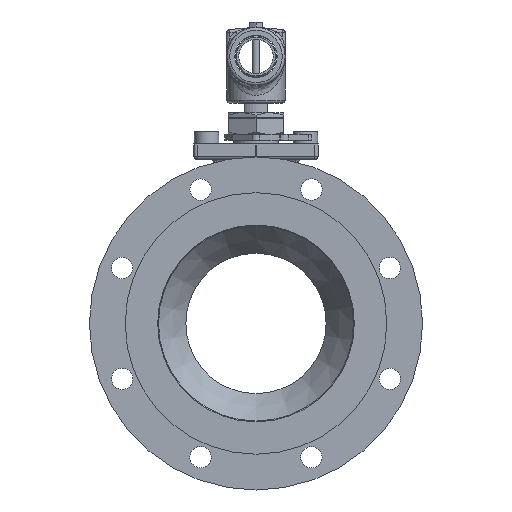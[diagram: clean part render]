
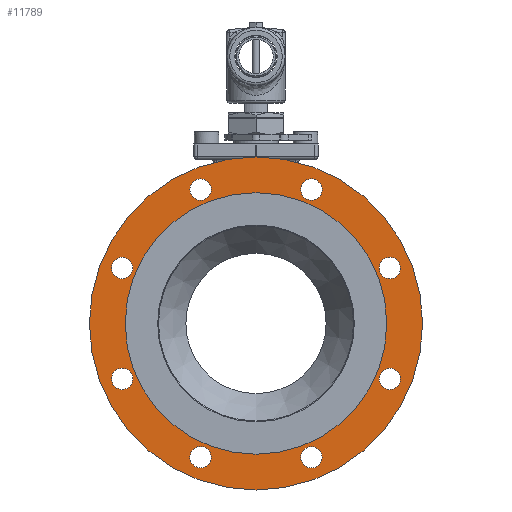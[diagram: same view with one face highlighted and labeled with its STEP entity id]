
A CAD part, front view. The second image highlights one B-rep face of the part: STEP entity #11789.
In plain terms, the highlighted planar face has unit normal (0, -1, 0).
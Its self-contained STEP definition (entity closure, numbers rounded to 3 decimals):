
#1879=CARTESIAN_POINT('',(49.318,-146.135,130.065));
#1880=VERTEX_POINT('',#1879);
#1881=CARTESIAN_POINT('',(57.096,-146.135,137.843));
#1882=DIRECTION('',(0.0,1.,0.0));
#1883=DIRECTION('',(0.707,0.0,0.707));
#1884=AXIS2_PLACEMENT_3D('',#1881,#1882,#1883);
#1885=CIRCLE('',#1884,11.0);
#1886=EDGE_CURVE('',#1880,#1880,#1885,.T.);
#1907=CARTESIAN_POINT('',(-57.096,-146.135,126.843));
#1908=VERTEX_POINT('',#1907);
#1909=CARTESIAN_POINT('',(-57.096,-146.135,137.843));
#1910=DIRECTION('',(0.0,1.0,0.0));
#1911=DIRECTION('',(0.0,0.0,1.0));
#1912=AXIS2_PLACEMENT_3D('',#1909,#1910,#1911);
#1913=CIRCLE('',#1912,11.0);
#1914=EDGE_CURVE('',#1908,#1908,#1913,.T.);
#1935=CARTESIAN_POINT('',(-130.065,-146.135,49.318));
#1936=VERTEX_POINT('',#1935);
#1937=CARTESIAN_POINT('',(-137.843,-146.135,57.096));
#1938=DIRECTION('',(0.0,1.0,0.0));
#1939=DIRECTION('',(-0.707,0.0,0.707));
#1940=AXIS2_PLACEMENT_3D('',#1937,#1938,#1939);
#1941=CIRCLE('',#1940,11.);
#1942=EDGE_CURVE('',#1936,#1936,#1941,.T.);
#1963=CARTESIAN_POINT('',(-126.843,-146.135,-57.096));
#1964=VERTEX_POINT('',#1963);
#1965=CARTESIAN_POINT('',(-137.843,-146.135,-57.096));
#1966=DIRECTION('',(0.0,1.0,0.0));
#1967=DIRECTION('',(-1.0,0.0,0.0));
#1968=AXIS2_PLACEMENT_3D('',#1965,#1966,#1967);
#1969=CIRCLE('',#1968,11.0);
#1970=EDGE_CURVE('',#1964,#1964,#1969,.T.);
#1991=CARTESIAN_POINT('',(-49.318,-146.135,-130.065));
#1992=VERTEX_POINT('',#1991);
#1993=CARTESIAN_POINT('',(-57.096,-146.135,-137.843));
#1994=DIRECTION('',(0.0,1.0,0.0));
#1995=DIRECTION('',(-0.707,0.0,-0.707));
#1996=AXIS2_PLACEMENT_3D('',#1993,#1994,#1995);
#1997=CIRCLE('',#1996,11.);
#1998=EDGE_CURVE('',#1992,#1992,#1997,.T.);
#2019=CARTESIAN_POINT('',(57.096,-146.135,-126.843));
#2020=VERTEX_POINT('',#2019);
#2021=CARTESIAN_POINT('',(57.096,-146.135,-137.843));
#2022=DIRECTION('',(0.0,1.0,0.0));
#2023=DIRECTION('',(0.0,0.0,-1.0));
#2024=AXIS2_PLACEMENT_3D('',#2021,#2022,#2023);
#2025=CIRCLE('',#2024,11.0);
#2026=EDGE_CURVE('',#2020,#2020,#2025,.T.);
#2047=CARTESIAN_POINT('',(130.065,-146.135,-49.318));
#2048=VERTEX_POINT('',#2047);
#2049=CARTESIAN_POINT('',(137.843,-146.135,-57.096));
#2050=DIRECTION('',(0.0,1.0,0.0));
#2051=DIRECTION('',(0.707,0.0,-0.707));
#2052=AXIS2_PLACEMENT_3D('',#2049,#2050,#2051);
#2053=CIRCLE('',#2052,11.);
#2054=EDGE_CURVE('',#2048,#2048,#2053,.T.);
#2075=CARTESIAN_POINT('',(126.843,-146.135,57.096));
#2076=VERTEX_POINT('',#2075);
#2077=CARTESIAN_POINT('',(137.843,-146.135,57.096));
#2078=DIRECTION('',(0.0,1.0,0.0));
#2079=DIRECTION('',(1.0,0.0,0.0));
#2080=AXIS2_PLACEMENT_3D('',#2077,#2078,#2079);
#2081=CIRCLE('',#2080,11.0);
#2082=EDGE_CURVE('',#2076,#2076,#2081,.T.);
#11731=CARTESIAN_POINT('',(0.0,-146.135,-171.5));
#11732=VERTEX_POINT('',#11731);
#11733=CARTESIAN_POINT('',(0.0,-146.135,0.0));
#11734=DIRECTION('',(0.0,-1.0,0.0));
#11735=DIRECTION('',(0.0,0.0,-1.0));
#11736=AXIS2_PLACEMENT_3D('',#11733,#11734,#11735);
#11737=CIRCLE('',#11736,171.5);
#11738=EDGE_CURVE('',#11732,#11732,#11737,.T.);
#11746=CARTESIAN_POINT('',(0.0,-146.135,-153.1));
#11747=DIRECTION('',(0.0,-1.0,0.0));
#11748=DIRECTION('',(0.0,0.0,-1.0));
#11749=AXIS2_PLACEMENT_3D('',#11746,#11747,#11748);
#11750=PLANE('',#11749);
#11751=ORIENTED_EDGE('',*,*,#11738,.T.);
#11752=EDGE_LOOP('',(#11751));
#11753=FACE_OUTER_BOUND('',#11752,.T.);
#11754=ORIENTED_EDGE('',*,*,#1886,.T.);
#11755=EDGE_LOOP('',(#11754));
#11756=FACE_BOUND('',#11755,.T.);
#11757=ORIENTED_EDGE('',*,*,#1914,.T.);
#11758=EDGE_LOOP('',(#11757));
#11759=FACE_BOUND('',#11758,.T.);
#11760=ORIENTED_EDGE('',*,*,#1942,.T.);
#11761=EDGE_LOOP('',(#11760));
#11762=FACE_BOUND('',#11761,.T.);
#11763=ORIENTED_EDGE('',*,*,#1970,.T.);
#11764=EDGE_LOOP('',(#11763));
#11765=FACE_BOUND('',#11764,.T.);
#11766=ORIENTED_EDGE('',*,*,#1998,.T.);
#11767=EDGE_LOOP('',(#11766));
#11768=FACE_BOUND('',#11767,.T.);
#11769=ORIENTED_EDGE('',*,*,#2026,.T.);
#11770=EDGE_LOOP('',(#11769));
#11771=FACE_BOUND('',#11770,.T.);
#11772=ORIENTED_EDGE('',*,*,#2054,.T.);
#11773=EDGE_LOOP('',(#11772));
#11774=FACE_BOUND('',#11773,.T.);
#11775=ORIENTED_EDGE('',*,*,#2082,.T.);
#11776=EDGE_LOOP('',(#11775));
#11777=FACE_BOUND('',#11776,.T.);
#11778=CARTESIAN_POINT('',(0.0,-146.135,-134.7));
#11779=VERTEX_POINT('',#11778);
#11780=CARTESIAN_POINT('',(0.0,-146.135,0.0));
#11781=DIRECTION('',(0.0,-1.0,0.0));
#11782=DIRECTION('',(0.0,0.0,-1.0));
#11783=AXIS2_PLACEMENT_3D('',#11780,#11781,#11782);
#11784=CIRCLE('',#11783,134.7);
#11785=EDGE_CURVE('',#11779,#11779,#11784,.T.);
#11786=ORIENTED_EDGE('',*,*,#11785,.F.);
#11787=EDGE_LOOP('',(#11786));
#11788=FACE_BOUND('',#11787,.T.);
#11789=ADVANCED_FACE('',(#11753,#11756,#11759,#11762,#11765,#11768,#11771,#11774,#11777,#11788),#11750,.T.);
